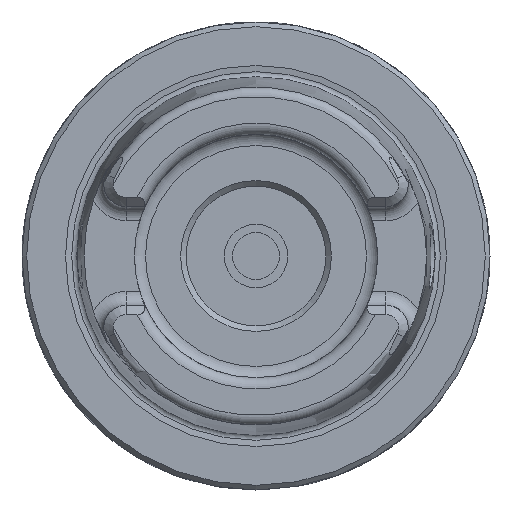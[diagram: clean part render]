
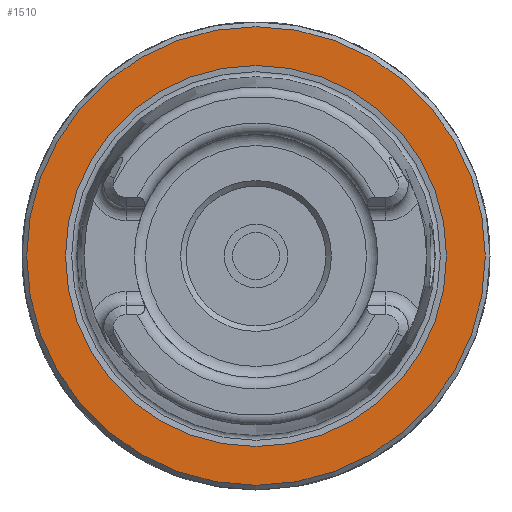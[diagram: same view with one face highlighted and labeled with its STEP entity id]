
A CAD part, left-side view. The second image highlights one B-rep face of the part: STEP entity #1510.
In plain terms, the highlighted planar face has unit normal (-1, 0, 0).
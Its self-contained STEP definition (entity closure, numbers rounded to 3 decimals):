
#1510 = ADVANCED_FACE( '', ( #2912, #2913 ), #2914, .F. );
#2912 = FACE_BOUND( '', #3675, .T. );
#2913 = FACE_OUTER_BOUND( '', #3676, .T. );
#2914 = PLANE( '', #3677 );
#3675 = EDGE_LOOP( '', ( #4846 ) );
#3676 = EDGE_LOOP( '', ( #4847 ) );
#3677 = AXIS2_PLACEMENT_3D( '', #4848, #4849, #4850 );
#4846 = ORIENTED_EDGE( '', *, *, #6978, .F. );
#4847 = ORIENTED_EDGE( '', *, *, #6979, .T. );
#4848 = CARTESIAN_POINT( '', ( 0., 0., 24.5 ) );
#4849 = DIRECTION( '', ( 1., 0., 0. ) );
#4850 = DIRECTION( '', ( 0., 0., -1. ) );
#6978 = EDGE_CURVE( '', #7800, #7800, #7801, .T. );
#6979 = EDGE_CURVE( '', #7802, #7802, #7803, .T. );
#7800 = VERTEX_POINT( '', #8822 );
#7801 = CIRCLE( '', #8823, 20.354 );
#7802 = VERTEX_POINT( '', #8824 );
#7803 = CIRCLE( '', #8825, 24.5 );
#8822 = CARTESIAN_POINT( '', ( 0., 0., 20.354 ) );
#8823 = AXIS2_PLACEMENT_3D( '', #9756, #9757, #9758 );
#8824 = CARTESIAN_POINT( '', ( 0., 0., 24.5 ) );
#8825 = AXIS2_PLACEMENT_3D( '', #9759, #9760, #9761 );
#9756 = CARTESIAN_POINT( '', ( 0., 0., 0. ) );
#9757 = DIRECTION( '', ( -1., 0., 0. ) );
#9758 = DIRECTION( '', ( 0., 0., 1. ) );
#9759 = CARTESIAN_POINT( '', ( 0., 0., 0. ) );
#9760 = DIRECTION( '', ( -1., 0., 0. ) );
#9761 = DIRECTION( '', ( 0., 0., 1. ) );
